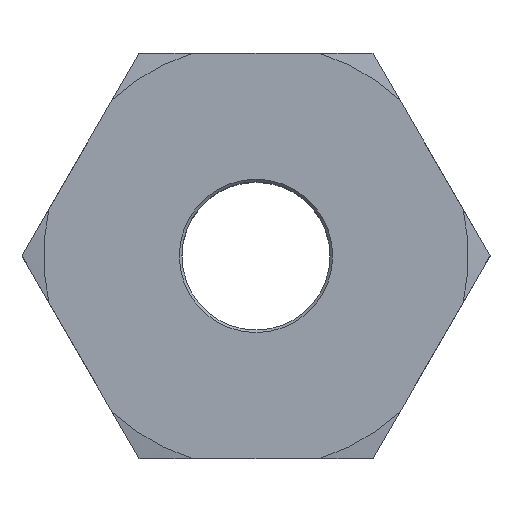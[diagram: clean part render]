
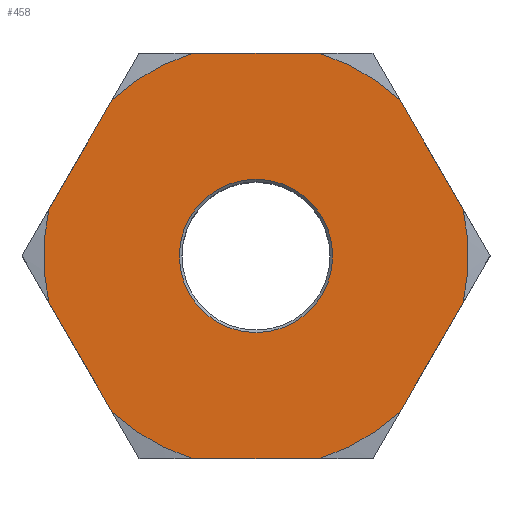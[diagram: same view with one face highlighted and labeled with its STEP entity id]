
A CAD part, top view. The second image highlights one B-rep face of the part: STEP entity #458.
In plain terms, the highlighted planar face has unit normal (0, 0, 1).
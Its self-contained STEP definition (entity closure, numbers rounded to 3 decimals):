
#5 = DIRECTION ( 'NONE',  ( 0., 0., 1. ) ) ;
#6 = DIRECTION ( 'NONE',  ( 1., 0., 0. ) ) ;
#17 = EDGE_CURVE ( 'NONE', #283, #295, #101, .T. ) ;
#21 = EDGE_CURVE ( 'NONE', #299, #284, #106, .T. ) ;
#22 = EDGE_CURVE ( 'NONE', #284, #283, #81, .T. ) ;
#23 = EDGE_CURVE ( 'NONE', #290, #299, #111, .T. ) ;
#25 = EDGE_CURVE ( 'NONE', #288, #291, #151, .T. ) ;
#31 = EDGE_CURVE ( 'NONE', #279, #288, #107, .T. ) ;
#33 = EDGE_CURVE ( 'NONE', #295, #287, #176, .T. ) ;
#35 = EDGE_CURVE ( 'NONE', #293, #289, #196, .T. ) ;
#36 = EDGE_CURVE ( 'NONE', #665, #665, #194, .T. ) ;
#40 = CARTESIAN_POINT ( 'NONE',  ( 0., 0., 13.5 ) ) ;
#41 = CARTESIAN_POINT ( 'NONE',  ( -18.407, -4.118, 13.5 ) ) ;
#42 = DIRECTION ( 'NONE',  ( 1., 0., 0. ) ) ;
#44 = DIRECTION ( 'NONE',  ( 0., 0., 1. ) ) ;
#45 = CARTESIAN_POINT ( 'NONE',  ( 0., 0., 13.5 ) ) ;
#48 = DIRECTION ( 'NONE',  ( 1., 0., 0. ) ) ;
#50 = CARTESIAN_POINT ( 'NONE',  ( 0., 0., 13.5 ) ) ;
#51 = DIRECTION ( 'NONE',  ( -0.5, -0.866, 0. ) ) ;
#55 = CARTESIAN_POINT ( 'NONE',  ( -10.392, 18., 13.5 ) ) ;
#57 = DIRECTION ( 'NONE',  ( 0., 0., 1. ) ) ;
#59 = CARTESIAN_POINT ( 'NONE',  ( -5.637, -18., 13.5 ) ) ;
#81 = LINE ( 'NONE', #326, #108 ) ;
#95 = ORIENTED_EDGE ( 'NONE', *, *, #31, .T. ) ;
#101 = CIRCLE ( 'NONE', #407, 18.862 ) ;
#106 = CIRCLE ( 'NONE', #406, 18.862 ) ;
#107 = CIRCLE ( 'NONE', #411, 18.862 ) ;
#108 = VECTOR ( 'NONE', #327, 1000. ) ;
#111 = LINE ( 'NONE', #328, #152 ) ;
#113 = LINE ( 'NONE', #574, #128 ) ;
#122 = VECTOR ( 'NONE', #51, 1000. ) ;
#128 = VECTOR ( 'NONE', #575, 1000. ) ;
#130 = ORIENTED_EDGE ( 'NONE', *, *, #403, .T. ) ;
#133 = LINE ( 'NONE', #557, #134 ) ;
#134 = VECTOR ( 'NONE', #558, 1000. ) ;
#136 = FACE_OUTER_BOUND ( 'NONE', #167, .T. ) ;
#139 = FACE_BOUND ( 'NONE', #231, .T. ) ;
#140 = CIRCLE ( 'NONE', #424, 18.862 ) ;
#148 = VECTOR ( 'NONE', #333, 1000. ) ;
#151 = LINE ( 'NONE', #332, #148 ) ;
#152 = VECTOR ( 'NONE', #329, 1000. ) ;
#156 = ORIENTED_EDGE ( 'NONE', *, *, #21, .T. ) ;
#157 = ORIENTED_EDGE ( 'NONE', *, *, #397, .T. ) ;
#167 = EDGE_LOOP ( 'NONE', ( #227, #185, #264, #157, #262, #130, #95, #179, #260, #188, #156, #222 ) ) ;
#176 = LINE ( 'NONE', #55, #122 ) ;
#179 = ORIENTED_EDGE ( 'NONE', *, *, #25, .T. ) ;
#185 = ORIENTED_EDGE ( 'NONE', *, *, #33, .T. ) ;
#188 = ORIENTED_EDGE ( 'NONE', *, *, #23, .T. ) ;
#189 = CIRCLE ( 'NONE', #426, 18.862 ) ;
#194 = CIRCLE ( 'NONE', #412, 6.808 ) ;
#196 = CIRCLE ( 'NONE', #413, 18.862 ) ;
#203 = ORIENTED_EDGE ( 'NONE', *, *, #36, .F. ) ;
#222 = ORIENTED_EDGE ( 'NONE', *, *, #22, .T. ) ;
#227 = ORIENTED_EDGE ( 'NONE', *, *, #17, .T. ) ;
#231 = EDGE_LOOP ( 'NONE', ( #203 ) ) ;
#260 = ORIENTED_EDGE ( 'NONE', *, *, #405, .T. ) ;
#262 = ORIENTED_EDGE ( 'NONE', *, *, #35, .T. ) ;
#264 = ORIENTED_EDGE ( 'NONE', *, *, #402, .T. ) ;
#279 = VERTEX_POINT ( 'NONE', #698 ) ;
#281 = VERTEX_POINT ( 'NONE', #41 ) ;
#283 = VERTEX_POINT ( 'NONE', #484 ) ;
#284 = VERTEX_POINT ( 'NONE', #485 ) ;
#287 = VERTEX_POINT ( 'NONE', #488 ) ;
#288 = VERTEX_POINT ( 'NONE', #489 ) ;
#289 = VERTEX_POINT ( 'NONE', #59 ) ;
#290 = VERTEX_POINT ( 'NONE', #490 ) ;
#291 = VERTEX_POINT ( 'NONE', #491 ) ;
#293 = VERTEX_POINT ( 'NONE', #493 ) ;
#295 = VERTEX_POINT ( 'NONE', #495 ) ;
#299 = VERTEX_POINT ( 'NONE', #499 ) ;
#309 = CARTESIAN_POINT ( 'NONE',  ( 0., 0., 13.5 ) ) ;
#316 = DIRECTION ( 'NONE',  ( 0., 0., 1. ) ) ;
#317 = DIRECTION ( 'NONE',  ( 1., 0., 0. ) ) ;
#319 = CARTESIAN_POINT ( 'NONE',  ( 0., 0., 13.5 ) ) ;
#324 = DIRECTION ( 'NONE',  ( 0., 0., 1. ) ) ;
#325 = DIRECTION ( 'NONE',  ( 1., 0., 0. ) ) ;
#326 = CARTESIAN_POINT ( 'NONE',  ( 10.392, 18., 13.5 ) ) ;
#327 = DIRECTION ( 'NONE',  ( -1., 0., 0. ) ) ;
#328 = CARTESIAN_POINT ( 'NONE',  ( 20.785, 0., 13.5 ) ) ;
#329 = DIRECTION ( 'NONE',  ( -0.5, 0.866, 0. ) ) ;
#332 = CARTESIAN_POINT ( 'NONE',  ( 10.392, -18., 13.5 ) ) ;
#333 = DIRECTION ( 'NONE',  ( 0.5, 0.866, 0. ) ) ;
#397 = EDGE_CURVE ( 'NONE', #281, #293, #133, .T. ) ;
#402 = EDGE_CURVE ( 'NONE', #287, #281, #140, .T. ) ;
#403 = EDGE_CURVE ( 'NONE', #289, #279, #113, .T. ) ;
#405 = EDGE_CURVE ( 'NONE', #291, #290, #189, .T. ) ;
#406 = AXIS2_PLACEMENT_3D ( 'NONE', #319, #324, #325 ) ;
#407 = AXIS2_PLACEMENT_3D ( 'NONE', #309, #316, #317 ) ;
#408 = AXIS2_PLACEMENT_3D ( 'NONE', #586, #588, #589 ) ;
#411 = AXIS2_PLACEMENT_3D ( 'NONE', #45, #44, #48 ) ;
#412 = AXIS2_PLACEMENT_3D ( 'NONE', #50, #5, #6 ) ;
#413 = AXIS2_PLACEMENT_3D ( 'NONE', #40, #57, #42 ) ;
#424 = AXIS2_PLACEMENT_3D ( 'NONE', #565, #572, #573 ) ;
#426 = AXIS2_PLACEMENT_3D ( 'NONE', #571, #581, #582 ) ;
#458 = ADVANCED_FACE ( 'NONE', ( #136, #139 ), #587, .F. ) ;
#484 = CARTESIAN_POINT ( 'NONE',  ( -5.637, 18., 13.5 ) ) ;
#485 = CARTESIAN_POINT ( 'NONE',  ( 5.637, 18., 13.5 ) ) ;
#488 = CARTESIAN_POINT ( 'NONE',  ( -18.407, 4.118, 13.5 ) ) ;
#489 = CARTESIAN_POINT ( 'NONE',  ( 12.77, -13.882, 13.5 ) ) ;
#490 = CARTESIAN_POINT ( 'NONE',  ( 18.407, 4.118, 13.5 ) ) ;
#491 = CARTESIAN_POINT ( 'NONE',  ( 18.407, -4.118, 13.5 ) ) ;
#493 = CARTESIAN_POINT ( 'NONE',  ( -12.77, -13.882, 13.5 ) ) ;
#495 = CARTESIAN_POINT ( 'NONE',  ( -12.77, 13.882, 13.5 ) ) ;
#499 = CARTESIAN_POINT ( 'NONE',  ( 12.77, 13.882, 13.5 ) ) ;
#557 = CARTESIAN_POINT ( 'NONE',  ( -20.785, 0., 13.5 ) ) ;
#558 = DIRECTION ( 'NONE',  ( 0.5, -0.866, 0. ) ) ;
#565 = CARTESIAN_POINT ( 'NONE',  ( 0., 0., 13.5 ) ) ;
#571 = CARTESIAN_POINT ( 'NONE',  ( 0., 0., 13.5 ) ) ;
#572 = DIRECTION ( 'NONE',  ( 0., 0., 1. ) ) ;
#573 = DIRECTION ( 'NONE',  ( 1., 0., 0. ) ) ;
#574 = CARTESIAN_POINT ( 'NONE',  ( -10.392, -18., 13.5 ) ) ;
#575 = DIRECTION ( 'NONE',  ( 1., 0., 0. ) ) ;
#581 = DIRECTION ( 'NONE',  ( 0., 0., 1. ) ) ;
#582 = DIRECTION ( 'NONE',  ( 1., 0., 0. ) ) ;
#586 = CARTESIAN_POINT ( 'NONE',  ( 0., 20.785, 13.5 ) ) ;
#587 = PLANE ( 'NONE',  #408 ) ;
#588 = DIRECTION ( 'NONE',  ( 0., 0., -1. ) ) ;
#589 = DIRECTION ( 'NONE',  ( -1., 0., 0. ) ) ;
#665 = VERTEX_POINT ( 'NONE', #666 ) ;
#666 = CARTESIAN_POINT ( 'NONE',  ( 6.808, 0., 13.5 ) ) ;
#698 = CARTESIAN_POINT ( 'NONE',  ( 5.637, -18., 13.5 ) ) ;
